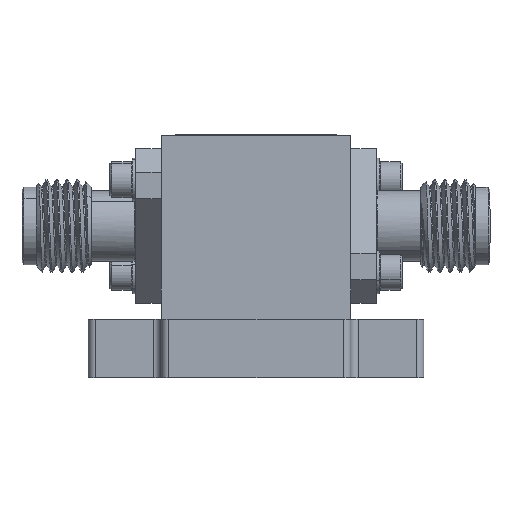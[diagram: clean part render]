
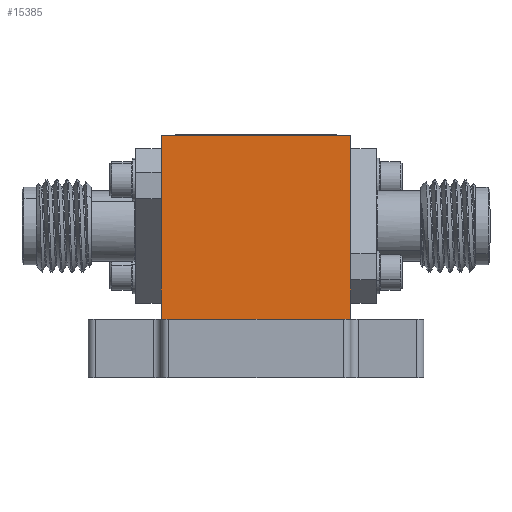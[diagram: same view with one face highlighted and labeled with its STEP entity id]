
A CAD part, front view. The second image highlights one B-rep face of the part: STEP entity #15385.
In plain terms, the highlighted planar face has unit normal (0, -1, 0).
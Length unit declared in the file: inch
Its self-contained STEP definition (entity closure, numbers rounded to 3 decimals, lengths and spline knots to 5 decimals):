
#3217 = CARTESIAN_POINT ( 'NONE',  ( -0.25591, -0.31496, 0.24803 ) ) ;
#4297 = LINE ( 'NONE', #6555, #18156 ) ;
#5191 = ORIENTED_EDGE ( 'NONE', *, *, #9845, .T. ) ;
#5332 = DIRECTION ( 'NONE',  ( 0., 1., 0. ) ) ;
#6023 = DIRECTION ( 'NONE',  ( 0., 0., -1. ) ) ;
#6555 = CARTESIAN_POINT ( 'NONE',  ( -0.25591, -0.31496, -0.24803 ) ) ;
#8580 = DIRECTION ( 'NONE',  ( 1., 0., 0. ) ) ;
#9458 = VECTOR ( 'NONE', #8580, 39.37008 ) ;
#9845 = EDGE_CURVE ( 'NONE', #19539, #18886, #4297, .T. ) ;
#9974 = DIRECTION ( 'NONE',  ( 1., 0., 0. ) ) ;
#10623 = CARTESIAN_POINT ( 'NONE',  ( -0.25591, -0.31496, 0.24803 ) ) ;
#10846 = LINE ( 'NONE', #3217, #9458 ) ;
#11427 = CARTESIAN_POINT ( 'NONE',  ( -0.25591, -0.31496, -0.24803 ) ) ;
#11718 = VECTOR ( 'NONE', #6023, 39.37008 ) ;
#13143 = VECTOR ( 'NONE', #22029, 39.37008 ) ;
#13324 = CARTESIAN_POINT ( 'NONE',  ( 0.25591, -0.31496, -0.24803 ) ) ;
#14006 = ORIENTED_EDGE ( 'NONE', *, *, #18086, .F. ) ;
#14060 = CARTESIAN_POINT ( 'NONE',  ( -0.25591, -0.31496, 0.24803 ) ) ;
#15307 = VERTEX_POINT ( 'NONE', #21686 ) ;
#15385 = ADVANCED_FACE ( 'NONE', ( #22266 ), #21443, .F. ) ;
#16556 = LINE ( 'NONE', #17040, #11718 ) ;
#16679 = ORIENTED_EDGE ( 'NONE', *, *, #19334, .T. ) ;
#17040 = CARTESIAN_POINT ( 'NONE',  ( 0.25591, -0.31496, 0.24803 ) ) ;
#17199 = EDGE_LOOP ( 'NONE', ( #5191, #19753, #14006, #16679 ) ) ;
#17423 = EDGE_CURVE ( 'NONE', #15307, #18886, #16556, .T. ) ;
#18086 = EDGE_CURVE ( 'NONE', #18431, #15307, #10846, .T. ) ;
#18156 = VECTOR ( 'NONE', #9974, 39.37008 ) ;
#18321 = CARTESIAN_POINT ( 'NONE',  ( -0.25591, -0.31496, 0.24803 ) ) ;
#18431 = VERTEX_POINT ( 'NONE', #14060 ) ;
#18886 = VERTEX_POINT ( 'NONE', #13324 ) ;
#19333 = LINE ( 'NONE', #18321, #13143 ) ;
#19334 = EDGE_CURVE ( 'NONE', #18431, #19539, #19333, .T. ) ;
#19539 = VERTEX_POINT ( 'NONE', #11427 ) ;
#19753 = ORIENTED_EDGE ( 'NONE', *, *, #17423, .F. ) ;
#20841 = AXIS2_PLACEMENT_3D ( 'NONE', #10623, #5332, #23263 ) ;
#21443 = PLANE ( 'NONE',  #20841 ) ;
#21686 = CARTESIAN_POINT ( 'NONE',  ( 0.25591, -0.31496, 0.24803 ) ) ;
#22029 = DIRECTION ( 'NONE',  ( 0., 0., -1. ) ) ;
#22266 = FACE_OUTER_BOUND ( 'NONE', #17199, .T. ) ;
#23263 = DIRECTION ( 'NONE',  ( 0., 0., 1. ) ) ;
